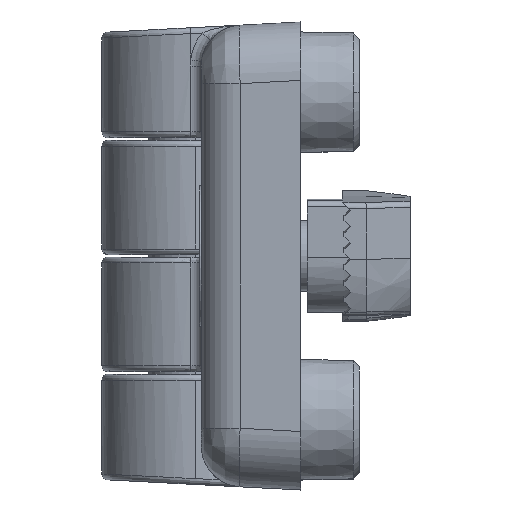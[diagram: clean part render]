
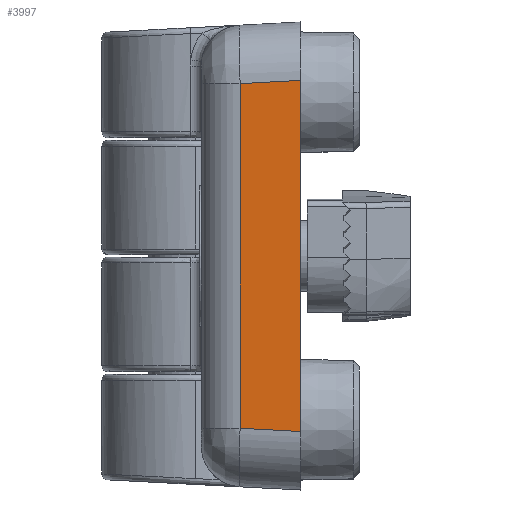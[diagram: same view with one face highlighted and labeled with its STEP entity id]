
A CAD part, left-side view. The second image highlights one B-rep face of the part: STEP entity #3997.
In plain terms, the highlighted planar face has unit normal (-0.999, 0.052, 0).
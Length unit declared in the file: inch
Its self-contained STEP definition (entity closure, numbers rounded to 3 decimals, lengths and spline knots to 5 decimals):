
#2210 = CARTESIAN_POINT ( 'NONE',  ( -1.91845, -0.06687, -0.7872 ) ) ;
#2225 = VERTEX_POINT ( 'NONE', #18322 ) ;
#2353 = CARTESIAN_POINT ( 'NONE',  ( -1.91845, -0.06687, -0.59062 ) ) ;
#2376 = ORIENTED_EDGE ( 'NONE', *, *, #21201, .T. ) ;
#2501 = LINE ( 'NONE', #23166, #8779 ) ;
#3239 = LINE ( 'NONE', #18562, #24551 ) ;
#3997 = ADVANCED_FACE ( 'NONE', ( #12466 ), #4750, .T. ) ;
#4610 = DIRECTION ( 'NONE',  ( 0.052, 0.997, 0.052 ) ) ;
#4750 = PLANE ( 'NONE',  #19707 ) ;
#4860 = DIRECTION ( 'NONE',  ( -0.052, -0.999, 0. ) ) ;
#6107 = ORIENTED_EDGE ( 'NONE', *, *, #22812, .F. ) ;
#8779 = VECTOR ( 'NONE', #17821, 39.37008 ) ;
#9528 = CARTESIAN_POINT ( 'NONE',  ( -1.90775, 0.13719, -0.7872 ) ) ;
#12466 = FACE_OUTER_BOUND ( 'NONE', #33936, .T. ) ;
#14974 = ORIENTED_EDGE ( 'NONE', *, *, #29361, .F. ) ;
#16351 = VERTEX_POINT ( 'NONE', #28342 ) ;
#17002 = ORIENTED_EDGE ( 'NONE', *, *, #28203, .T. ) ;
#17821 = DIRECTION ( 'NONE',  ( 0.052, 0.997, -0.052 ) ) ;
#18322 = CARTESIAN_POINT ( 'NONE',  ( -1.90775, 0.13719, 0.58032 ) ) ;
#18562 = CARTESIAN_POINT ( 'NONE',  ( -1.91845, -0.06687, -0.7872 ) ) ;
#19707 = AXIS2_PLACEMENT_3D ( 'NONE', #2210, #20923, #4860 ) ;
#20308 = CARTESIAN_POINT ( 'NONE',  ( -1.9149, 0.00081, -0.58708 ) ) ;
#20923 = DIRECTION ( 'NONE',  ( -0.999, 0.052, 0. ) ) ;
#21201 = EDGE_CURVE ( 'NONE', #22567, #2225, #2501, .T. ) ;
#21943 = LINE ( 'NONE', #9528, #29115 ) ;
#22560 = VERTEX_POINT ( 'NONE', #2353 ) ;
#22567 = VERTEX_POINT ( 'NONE', #32135 ) ;
#22812 = EDGE_CURVE ( 'NONE', #16351, #2225, #21943, .T. ) ;
#23166 = CARTESIAN_POINT ( 'NONE',  ( -1.91845, -0.06687, 0.59102 ) ) ;
#24551 = VECTOR ( 'NONE', #34682, 39.37008 ) ;
#25589 = DIRECTION ( 'NONE',  ( 0., 0., 1. ) ) ;
#26586 = VECTOR ( 'NONE', #4610, 39.37008 ) ;
#28203 = EDGE_CURVE ( 'NONE', #22560, #22567, #3239, .T. ) ;
#28342 = CARTESIAN_POINT ( 'NONE',  ( -1.90775, 0.13719, -0.57993 ) ) ;
#29115 = VECTOR ( 'NONE', #25589, 39.37008 ) ;
#29361 = EDGE_CURVE ( 'NONE', #22560, #16351, #33745, .T. ) ;
#32135 = CARTESIAN_POINT ( 'NONE',  ( -1.91845, -0.06687, 0.59102 ) ) ;
#33745 = LINE ( 'NONE', #20308, #26586 ) ;
#33936 = EDGE_LOOP ( 'NONE', ( #14974, #17002, #2376, #6107 ) ) ;
#34682 = DIRECTION ( 'NONE',  ( 0., 0., 1. ) ) ;
